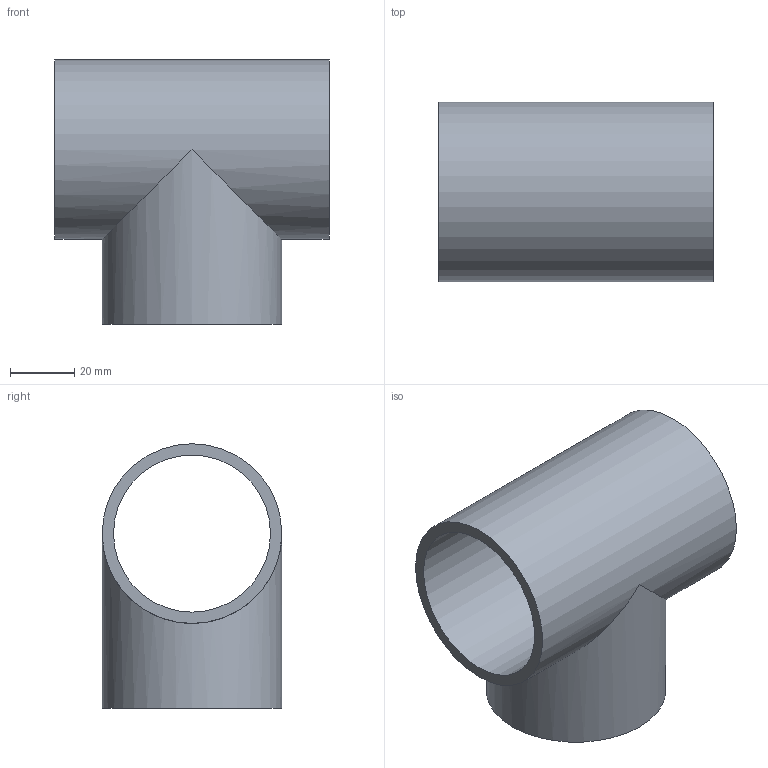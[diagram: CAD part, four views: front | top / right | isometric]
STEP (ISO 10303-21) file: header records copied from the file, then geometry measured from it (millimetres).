
FILE_DESCRIPTION(/* description */ (''),/* implementation_level */ '2;1');
FILE_NAME(/* name */ 'PVT 40mm Holman Tee Both Sides Cut.step',/* time_stamp */ '2020-10-28T15:38:12+11:00',/* author */ (''),/* organization */ (''),/* preprocessor_version */ 'ST-DEVELOPER v18.1',/* originating_system */ 'Autodesk Translation Framework v9.3.0.1241',/* authorisation */ '');
FILE_SCHEMA (('AUTOMOTIVE_DESIGN { 1 0 10303 214 3 1 1 }','FEATURE_BASED_PROCESS_PLANNING'));
Length unit declared in the file: millimetre
Products named in the file (2): PVT 40mm Holman Tee Both Sides Cut; PVT 40mm Holman Tee
Assembly tree (1 placements, depth 2):
  PVT 40mm Holman Tee Both Sides Cut
    PVT 40mm Holman Tee
Bounding box: 85 x 55.7 x 82 mm (x, y, z)
Volume: 68529.9 mm3; surface area: 40028.5 mm2
Topology: 1 solids, 1 shells, 8 faces, 16 edges, 11 vertices
Faces by surface type: cylinder 5, plane 3
Full cylindrical faces by diameter (mm): 48.7 x2, 55.7 x2
Entity records: 353 total; most frequent: CARTESIAN_POINT 106, DIRECTION 47, ORIENTED_EDGE 32, AXIS2_PLACEMENT_3D 21, EDGE_CURVE 16, EDGE_LOOP 11, VERTEX_POINT 11, FACE_OUTER_BOUND 8
